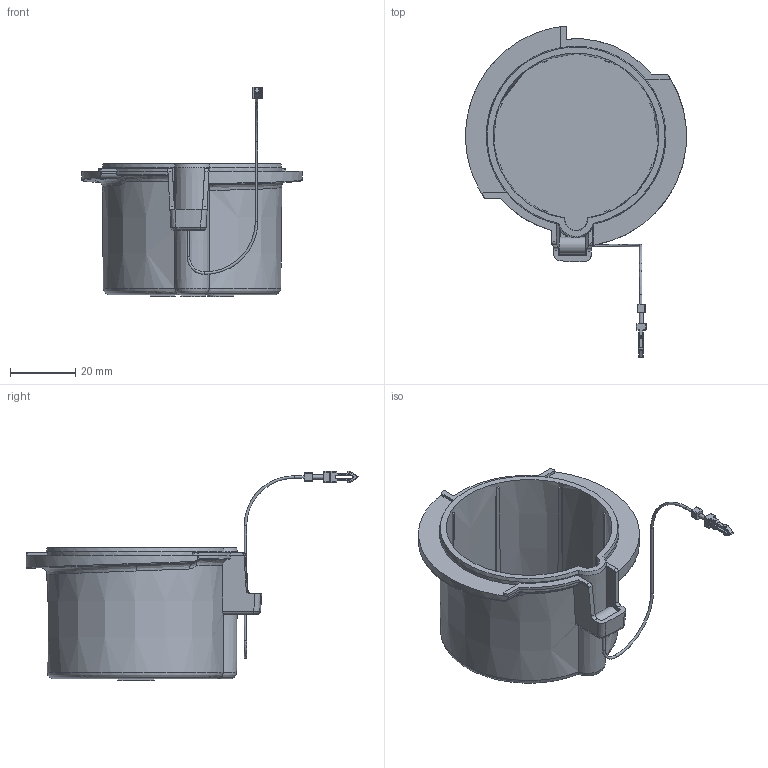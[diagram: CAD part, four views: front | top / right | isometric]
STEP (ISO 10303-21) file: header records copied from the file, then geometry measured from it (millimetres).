
FILE_DESCRIPTION (( 'STEP AP203' ), '1' );
FILE_NAME ('20164.STEP', '2023-03-20T12:24:00', ( '' ), ( '' ), 'SwSTEP 2.0', 'SolidWorks 2022', '' );
FILE_SCHEMA (( 'CONFIG_CONTROL_DESIGN' ));
Length unit declared in the file: millimetre
Products named in the file (1): 20164
Bounding box: 67.65 x 101.69 x 64.05 mm (x, y, z)
Volume: 21612.2 mm3; surface area: 21391.2 mm2
Topology: 2 solids, 2 shells, 330 faces, 838 edges, 504 vertices
Faces by surface type: plane 144, cylinder 97, bspline 48, cone 18, torus 15, sphere 8
Full cylindrical faces by diameter (mm): 0.8 x3, 1.3 x1, 5 x1
Entity records: 13783 total; most frequent: CARTESIAN_POINT 6384, ORIENTED_EDGE 1614, DIRECTION 1371, EDGE_CURVE 807, VERTEX_POINT 500, AXIS2_PLACEMENT_3D 477, VECTOR 417, LINE 417
